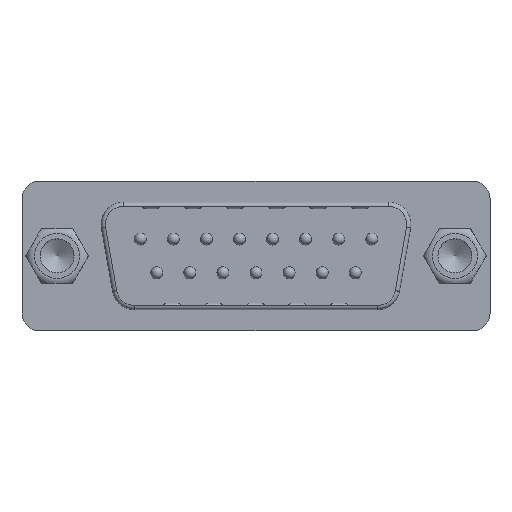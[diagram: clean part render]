
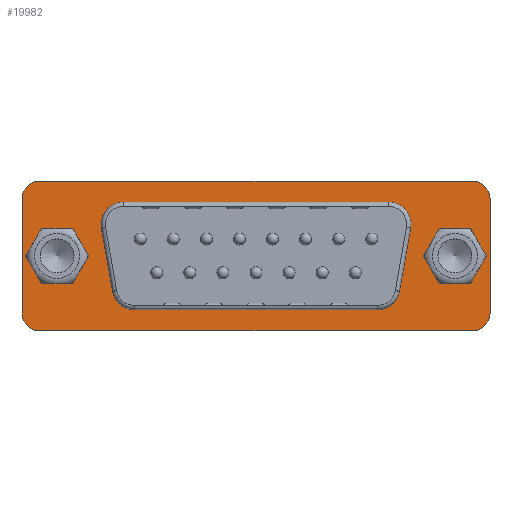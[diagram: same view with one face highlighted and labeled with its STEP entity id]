
A CAD part, top view. The second image highlights one B-rep face of the part: STEP entity #19982.
In plain terms, the highlighted face is planar.
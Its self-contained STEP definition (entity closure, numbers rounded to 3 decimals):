
#1155=PLANE('',#22022);
#2793=LINE('',#34309,#4368);
#2798=LINE('',#34323,#4373);
#2809=LINE('',#34347,#4384);
#2814=LINE('',#34362,#4389);
#2818=LINE('',#34374,#4393);
#2822=LINE('',#34386,#4397);
#2825=LINE('',#34395,#4400);
#2826=LINE('',#34396,#4401);
#4368=VECTOR('',#27273,1000.);
#4373=VECTOR('',#27288,1000.);
#4384=VECTOR('',#27321,1000.);
#4389=VECTOR('',#27334,1000.);
#4393=VECTOR('',#27346,1000.);
#4397=VECTOR('',#27358,1000.);
#4400=VECTOR('',#27369,1000.);
#4401=VECTOR('',#27370,1000.);
#9314=ORIENTED_EDGE('',*,*,#12648,.T.);
#9315=ORIENTED_EDGE('',*,*,#12615,.F.);
#9316=ORIENTED_EDGE('',*,*,#12604,.T.);
#9317=ORIENTED_EDGE('',*,*,#12606,.F.);
#9318=ORIENTED_EDGE('',*,*,#12649,.T.);
#9319=ORIENTED_EDGE('',*,*,#12609,.F.);
#9320=ORIENTED_EDGE('',*,*,#12611,.T.);
#9321=ORIENTED_EDGE('',*,*,#12613,.F.);
#9322=ORIENTED_EDGE('',*,*,#12646,.T.);
#9323=ORIENTED_EDGE('',*,*,#12643,.T.);
#9324=ORIENTED_EDGE('',*,*,#12640,.T.);
#9325=ORIENTED_EDGE('',*,*,#12637,.T.);
#9326=ORIENTED_EDGE('',*,*,#12634,.T.);
#9327=ORIENTED_EDGE('',*,*,#12631,.T.);
#9328=ORIENTED_EDGE('',*,*,#12628,.T.);
#9329=ORIENTED_EDGE('',*,*,#12624,.T.);
#9330=ORIENTED_EDGE('',*,*,#12287,.F.);
#9331=ORIENTED_EDGE('',*,*,#12281,.F.);
#12281=EDGE_CURVE('',#14375,#14375,#15226,.T.);
#12287=EDGE_CURVE('',#14381,#14381,#15232,.T.);
#12604=EDGE_CURVE('',#14592,#14593,#2793,.T.);
#12606=EDGE_CURVE('',#14594,#14593,#15267,.T.);
#12609=EDGE_CURVE('',#14596,#14595,#15268,.T.);
#12611=EDGE_CURVE('',#14596,#14597,#2798,.T.);
#12613=EDGE_CURVE('',#14598,#14597,#15269,.T.);
#12615=EDGE_CURVE('',#14592,#14599,#15270,.T.);
#12624=EDGE_CURVE('',#14600,#14601,#2809,.T.);
#12628=EDGE_CURVE('',#14604,#14600,#15271,.T.);
#12631=EDGE_CURVE('',#14606,#14604,#2814,.T.);
#12634=EDGE_CURVE('',#14608,#14606,#15273,.T.);
#12637=EDGE_CURVE('',#14610,#14608,#2818,.T.);
#12640=EDGE_CURVE('',#14612,#14610,#15275,.T.);
#12643=EDGE_CURVE('',#14614,#14612,#2822,.T.);
#12646=EDGE_CURVE('',#14601,#14614,#15277,.T.);
#12648=EDGE_CURVE('',#14598,#14599,#2825,.T.);
#12649=EDGE_CURVE('',#14594,#14595,#2826,.T.);
#14375=VERTEX_POINT('',#33633);
#14381=VERTEX_POINT('',#33650);
#14592=VERTEX_POINT('',#34306);
#14593=VERTEX_POINT('',#34308);
#14594=VERTEX_POINT('',#34312);
#14595=VERTEX_POINT('',#34316);
#14596=VERTEX_POINT('',#34318);
#14597=VERTEX_POINT('',#34322);
#14598=VERTEX_POINT('',#34326);
#14599=VERTEX_POINT('',#34330);
#14600=VERTEX_POINT('',#34348);
#14601=VERTEX_POINT('',#34349);
#14604=VERTEX_POINT('',#34357);
#14606=VERTEX_POINT('',#34363);
#14608=VERTEX_POINT('',#34369);
#14610=VERTEX_POINT('',#34375);
#14612=VERTEX_POINT('',#34381);
#14614=VERTEX_POINT('',#34387);
#15226=CIRCLE('',#21727,1.91);
#15232=CIRCLE('',#21738,1.91);
#15267=CIRCLE('',#21992,1.85);
#15268=CIRCLE('',#21994,1.85);
#15269=CIRCLE('',#21997,1.85);
#15270=CIRCLE('',#21999,1.85);
#15271=CIRCLE('',#22008,1.5);
#15273=CIRCLE('',#22012,1.5);
#15275=CIRCLE('',#22016,1.5);
#15277=CIRCLE('',#22020,1.5);
#16401=EDGE_LOOP('',(#9314,#9315,#9316,#9317,#9318,#9319,#9320,#9321));
#16402=EDGE_LOOP('',(#9322,#9323,#9324,#9325,#9326,#9327,#9328,#9329));
#16403=EDGE_LOOP('',(#9330));
#16404=EDGE_LOOP('',(#9331));
#17671=FACE_BOUND('',#16401,.T.);
#17672=FACE_BOUND('',#16402,.T.);
#17673=FACE_BOUND('',#16403,.T.);
#17674=FACE_BOUND('',#16404,.T.);
#19982=ADVANCED_FACE('',(#17671,#17672,#17673,#17674),#1155,.T.);
#21727=AXIS2_PLACEMENT_3D('',#33632,#26551,#26552);
#21738=AXIS2_PLACEMENT_3D('',#33649,#26573,#26574);
#21992=AXIS2_PLACEMENT_3D('',#34313,#27277,#27278);
#21994=AXIS2_PLACEMENT_3D('',#34319,#27283,#27284);
#21997=AXIS2_PLACEMENT_3D('',#34327,#27292,#27293);
#21999=AXIS2_PLACEMENT_3D('',#34331,#27297,#27298);
#22008=AXIS2_PLACEMENT_3D('',#34356,#27327,#27328);
#22012=AXIS2_PLACEMENT_3D('',#34368,#27339,#27340);
#22016=AXIS2_PLACEMENT_3D('',#34380,#27351,#27352);
#22020=AXIS2_PLACEMENT_3D('',#34392,#27363,#27364);
#22022=AXIS2_PLACEMENT_3D('',#34394,#27367,#27368);
#26551=DIRECTION('',(0.,1.,0.));
#26552=DIRECTION('',(0.,0.,1.));
#26573=DIRECTION('',(0.,1.,0.));
#26574=DIRECTION('',(0.,0.,1.));
#27273=DIRECTION('',(0.174,0.,-0.985));
#27277=DIRECTION('',(0.,1.,0.));
#27278=DIRECTION('',(0.,0.,1.));
#27283=DIRECTION('',(0.,1.,0.));
#27284=DIRECTION('',(0.,0.,1.));
#27288=DIRECTION('',(0.174,0.,0.985));
#27292=DIRECTION('',(0.,1.,0.));
#27293=DIRECTION('',(0.,0.,1.));
#27297=DIRECTION('',(0.,1.,0.));
#27298=DIRECTION('',(0.,0.,1.));
#27321=DIRECTION('',(0.,0.,1.));
#27327=DIRECTION('',(0.,1.,0.));
#27328=DIRECTION('',(1.,0.,0.));
#27334=DIRECTION('',(-1.,0.,0.));
#27339=DIRECTION('',(0.,1.,0.));
#27340=DIRECTION('',(1.,0.,0.));
#27346=DIRECTION('',(0.,0.,-1.));
#27351=DIRECTION('',(0.,1.,0.));
#27352=DIRECTION('',(-1.,0.,0.));
#27358=DIRECTION('',(1.,0.,0.));
#27363=DIRECTION('',(0.,1.,0.));
#27364=DIRECTION('',(1.,0.,0.));
#27367=DIRECTION('',(0.,1.,0.));
#27368=DIRECTION('',(0.,0.,1.));
#27369=DIRECTION('',(-1.,0.,0.));
#27370=DIRECTION('',(1.,0.,0.));
#33632=CARTESIAN_POINT('',(-16.66,5.4,0.));
#33633=CARTESIAN_POINT('',(-16.66,5.4,1.91));
#33649=CARTESIAN_POINT('',(16.66,5.4,0.));
#33650=CARTESIAN_POINT('',(16.66,5.4,1.91));
#34306=CARTESIAN_POINT('',(-12.947,5.4,2.329));
#34308=CARTESIAN_POINT('',(-12.012,5.4,-2.971));
#34309=CARTESIAN_POINT('',(-13.521,5.4,5.582));
#34312=CARTESIAN_POINT('',(-10.19,5.4,-4.5));
#34313=CARTESIAN_POINT('',(-10.19,5.4,-2.65));
#34316=CARTESIAN_POINT('',(10.19,5.4,-4.5));
#34318=CARTESIAN_POINT('',(12.012,5.4,-2.971));
#34319=CARTESIAN_POINT('',(10.19,5.4,-2.65));
#34322=CARTESIAN_POINT('',(12.947,5.4,2.329));
#34323=CARTESIAN_POINT('',(12.429,5.4,-0.608));
#34326=CARTESIAN_POINT('',(11.125,5.4,4.5));
#34327=CARTESIAN_POINT('',(11.125,5.4,2.65));
#34330=CARTESIAN_POINT('',(-11.125,5.4,4.5));
#34331=CARTESIAN_POINT('',(-11.125,5.4,2.65));
#34347=CARTESIAN_POINT('',(-19.6,5.4,-4.775));
#34348=CARTESIAN_POINT('',(-19.6,5.4,-4.775));
#34349=CARTESIAN_POINT('',(-19.6,5.4,4.775));
#34356=CARTESIAN_POINT('',(-18.1,5.4,-4.775));
#34357=CARTESIAN_POINT('',(-18.1,5.4,-6.275));
#34362=CARTESIAN_POINT('',(18.1,5.4,-6.275));
#34363=CARTESIAN_POINT('',(18.1,5.4,-6.275));
#34368=CARTESIAN_POINT('',(18.1,5.4,-4.775));
#34369=CARTESIAN_POINT('',(19.6,5.4,-4.775));
#34374=CARTESIAN_POINT('',(19.6,5.4,4.775));
#34375=CARTESIAN_POINT('',(19.6,5.4,4.775));
#34380=CARTESIAN_POINT('',(18.1,5.4,4.775));
#34381=CARTESIAN_POINT('',(18.1,5.4,6.275));
#34386=CARTESIAN_POINT('',(-18.1,5.4,6.275));
#34387=CARTESIAN_POINT('',(-18.1,5.4,6.275));
#34392=CARTESIAN_POINT('',(-18.1,5.4,4.775));
#34394=CARTESIAN_POINT('',(-18.1,5.4,4.775));
#34395=CARTESIAN_POINT('',(-18.1,5.4,4.5));
#34396=CARTESIAN_POINT('',(-18.1,5.4,-4.5));
